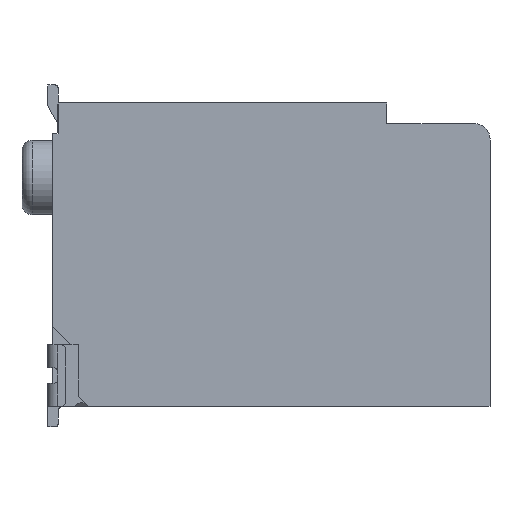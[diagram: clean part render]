
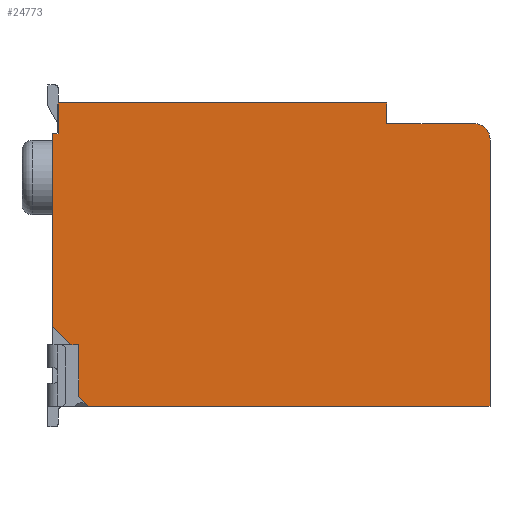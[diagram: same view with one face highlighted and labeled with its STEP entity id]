
A CAD part, front view. The second image highlights one B-rep face of the part: STEP entity #24773.
In plain terms, the highlighted planar face has unit normal (0, -1, 0).
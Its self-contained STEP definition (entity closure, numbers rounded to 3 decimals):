
#1088=CARTESIAN_POINT('',(8.2,-10.925,2.25));
#1089=DIRECTION('',(0.,1.,0.));
#1090=DIRECTION('',(0.,0.,1.));
#1091=AXIS2_PLACEMENT_3D('',#1088,#1089,#1090);
#1093=DIRECTION('',(-1.,0.,0.));
#1094=VECTOR('',#1093,7.8);
#1095=CARTESIAN_POINT('',(8.5,-10.925,-2.95));
#1096=LINE('',#1095,#1094);
#1097=DIRECTION('',(-0.707,0.,0.707));
#1098=VECTOR('',#1097,0.283);
#1099=CARTESIAN_POINT('',(0.7,-10.925,-2.95));
#1100=LINE('',#1099,#1098);
#1101=DIRECTION('',(-0.707,0.,0.707));
#1102=VECTOR('',#1101,0.495);
#1103=CARTESIAN_POINT('',(0.35,-10.925,-1.75));
#1104=LINE('',#1103,#1102);
#1105=DIRECTION('',(0.,0.,1.));
#1106=VECTOR('',#1105,3.75);
#1107=CARTESIAN_POINT('',(0.,-10.925,-1.4));
#1108=LINE('',#1107,#1106);
#1114=DIRECTION('',(0.,0.,1.));
#1115=VECTOR('',#1114,0.4);
#1116=CARTESIAN_POINT('',(6.49,-10.925,2.55));
#1117=LINE('',#1116,#1115);
#1122=DIRECTION('',(-1.,0.,0.));
#1123=VECTOR('',#1122,6.39);
#1124=CARTESIAN_POINT('',(6.49,-10.925,2.95));
#1125=LINE('',#1124,#1123);
#1162=DIRECTION('',(0.,0.,-1.));
#1163=VECTOR('',#1162,0.6);
#1164=CARTESIAN_POINT('',(0.1,-10.925,2.95));
#1165=LINE('',#1164,#1163);
#1398=DIRECTION('',(-1.,0.,0.));
#1399=VECTOR('',#1398,0.1);
#1400=CARTESIAN_POINT('',(0.1,-10.925,2.35));
#1401=LINE('',#1400,#1399);
#1515=DIRECTION('',(0.,0.,1.));
#1516=VECTOR('',#1515,5.2);
#1517=CARTESIAN_POINT('',(8.5,-10.925,-2.95));
#1518=LINE('',#1517,#1516);
#1538=DIRECTION('',(-1.,0.,0.));
#1539=VECTOR('',#1538,1.71);
#1540=CARTESIAN_POINT('',(8.2,-10.925,2.55));
#1541=LINE('',#1540,#1539);
#12670=DIRECTION('',(0.,0.,-1.));
#12671=VECTOR('',#12670,1.);
#12672=CARTESIAN_POINT('',(0.5,-10.925,-1.75));
#12673=LINE('',#12672,#12671);
#12682=DIRECTION('',(1.,0.,0.));
#12683=VECTOR('',#12682,0.15);
#12684=CARTESIAN_POINT('',(0.35,-10.925,-1.75));
#12685=LINE('',#12684,#12683);
#17607=CARTESIAN_POINT('',(0.,-10.925,2.35));
#17608=VERTEX_POINT('',#17607);
#17609=CARTESIAN_POINT('',(0.,-10.925,-1.4));
#17610=VERTEX_POINT('',#17609);
#17807=CARTESIAN_POINT('',(0.7,-10.925,-2.95));
#17808=VERTEX_POINT('',#17807);
#17809=CARTESIAN_POINT('',(8.5,-10.925,-2.95));
#17810=VERTEX_POINT('',#17809);
#18202=CARTESIAN_POINT('',(6.49,-10.925,2.55));
#18203=CARTESIAN_POINT('',(6.49,-10.925,2.95));
#18204=VERTEX_POINT('',#18202);
#18205=VERTEX_POINT('',#18203);
#18206=CARTESIAN_POINT('',(8.2,-10.925,2.55));
#18207=CARTESIAN_POINT('',(8.5,-10.925,2.25));
#18208=VERTEX_POINT('',#18206);
#18209=VERTEX_POINT('',#18207);
#18210=CARTESIAN_POINT('',(0.5,-10.925,-2.75));
#18211=VERTEX_POINT('',#18210);
#18212=CARTESIAN_POINT('',(0.5,-10.925,-1.75));
#18213=VERTEX_POINT('',#18212);
#18214=CARTESIAN_POINT('',(0.35,-10.925,-1.75));
#18215=VERTEX_POINT('',#18214);
#18216=CARTESIAN_POINT('',(0.1,-10.925,2.35));
#18217=VERTEX_POINT('',#18216);
#18218=CARTESIAN_POINT('',(0.1,-10.925,2.95));
#18219=VERTEX_POINT('',#18218);
#24744=CARTESIAN_POINT('',(4.25,-10.925,0.));
#24745=DIRECTION('',(0.,1.,0.));
#24746=DIRECTION('',(0.,0.,-1.));
#24747=AXIS2_PLACEMENT_3D('',#24744,#24745,#24746);
#24748=PLANE('',#24747);
#24750=ORIENTED_EDGE('',*,*,#24749,.F.);
#24752=ORIENTED_EDGE('',*,*,#24751,.F.);
#24754=ORIENTED_EDGE('',*,*,#24753,.T.);
#24756=ORIENTED_EDGE('',*,*,#24755,.F.);
#24757=ORIENTED_EDGE('',*,*,#23317,.T.);
#24758=ORIENTED_EDGE('',*,*,#24735,.T.);
#24760=ORIENTED_EDGE('',*,*,#24759,.F.);
#24762=ORIENTED_EDGE('',*,*,#24761,.F.);
#24763=ORIENTED_EDGE('',*,*,#24152,.T.);
#24764=ORIENTED_EDGE('',*,*,#23021,.T.);
#24766=ORIENTED_EDGE('',*,*,#24765,.F.);
#24768=ORIENTED_EDGE('',*,*,#24767,.F.);
#24770=ORIENTED_EDGE('',*,*,#24769,.F.);
#24771=EDGE_LOOP('',(#24750,#24752,#24754,#24756,#24757,#24758,#24760,#24762,
#24763,#24764,#24766,#24768,#24770));
#24772=FACE_OUTER_BOUND('',#24771,.F.);
#24773=ADVANCED_FACE('',(#24772),#24748,.F.);
#1092=CIRCLE('',#1091,0.3);
#23021=EDGE_CURVE('',#17610,#17608,#1108,.T.);
#23317=EDGE_CURVE('',#17810,#17808,#1096,.T.);
#24152=EDGE_CURVE('',#18215,#17610,#1104,.T.);
#24735=EDGE_CURVE('',#17808,#18211,#1100,.T.);
#24749=EDGE_CURVE('',#18204,#18205,#1117,.T.);
#24751=EDGE_CURVE('',#18208,#18204,#1541,.T.);
#24753=EDGE_CURVE('',#18208,#18209,#1092,.T.);
#24755=EDGE_CURVE('',#17810,#18209,#1518,.T.);
#24759=EDGE_CURVE('',#18213,#18211,#12673,.T.);
#24761=EDGE_CURVE('',#18215,#18213,#12685,.T.);
#24765=EDGE_CURVE('',#18217,#17608,#1401,.T.);
#24767=EDGE_CURVE('',#18219,#18217,#1165,.T.);
#24769=EDGE_CURVE('',#18205,#18219,#1125,.T.);
